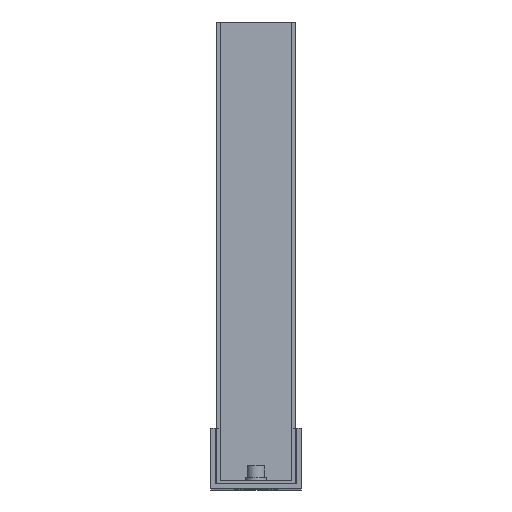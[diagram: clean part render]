
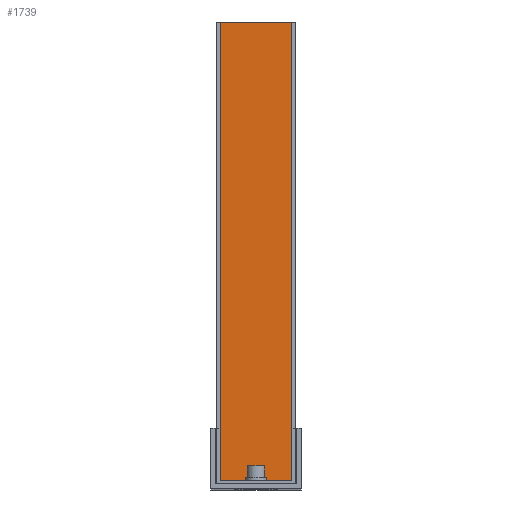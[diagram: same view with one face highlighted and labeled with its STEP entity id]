
A CAD part, top view. The second image highlights one B-rep face of the part: STEP entity #1739.
In plain terms, the highlighted planar face has unit normal (0, 0, 1).
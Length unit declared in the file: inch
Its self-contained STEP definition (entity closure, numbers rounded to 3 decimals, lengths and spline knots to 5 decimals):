
#57 = CARTESIAN_POINT ( 'NONE',  ( -0.71, -4.625, 0.084 ) ) ;
#264 = ORIENTED_EDGE ( 'NONE', *, *, #2575, .T. ) ;
#328 = LINE ( 'NONE', #57, #3859 ) ;
#527 = VERTEX_POINT ( 'NONE', #1552 ) ;
#656 = VECTOR ( 'NONE', #2279, 39.37008 ) ;
#764 = FACE_OUTER_BOUND ( 'NONE', #2808, .T. ) ;
#854 = PLANE ( 'NONE',  #1097 ) ;
#1058 = CARTESIAN_POINT ( 'NONE',  ( 0.71, 4.625, 0.084 ) ) ;
#1066 = ORIENTED_EDGE ( 'NONE', *, *, #2538, .T. ) ;
#1097 = AXIS2_PLACEMENT_3D ( 'NONE', #1498, #3739, #2478 ) ;
#1498 = CARTESIAN_POINT ( 'NONE',  ( -0.71, 4.625, 0.084 ) ) ;
#1552 = CARTESIAN_POINT ( 'NONE',  ( -0.71, -4.625, 0.084 ) ) ;
#1589 = DIRECTION ( 'NONE',  ( 0., -1., 0. ) ) ;
#1739 = ADVANCED_FACE ( 'NONE', ( #764 ), #854, .F. ) ;
#1885 = EDGE_CURVE ( 'NONE', #3651, #2767, #2881, .T. ) ;
#2092 = LINE ( 'NONE', #3251, #3705 ) ;
#2279 = DIRECTION ( 'NONE',  ( 1., 0., 0. ) ) ;
#2457 = LINE ( 'NONE', #2533, #3321 ) ;
#2478 = DIRECTION ( 'NONE',  ( -1., 0., 0. ) ) ;
#2533 = CARTESIAN_POINT ( 'NONE',  ( 0.71, 4.625, 0.084 ) ) ;
#2538 = EDGE_CURVE ( 'NONE', #3651, #527, #2092, .T. ) ;
#2575 = EDGE_CURVE ( 'NONE', #527, #2953, #328, .T. ) ;
#2651 = DIRECTION ( 'NONE',  ( 0., -1., 0. ) ) ;
#2767 = VERTEX_POINT ( 'NONE', #1058 ) ;
#2808 = EDGE_LOOP ( 'NONE', ( #264, #3202, #4093, #1066 ) ) ;
#2881 = LINE ( 'NONE', #3811, #656 ) ;
#2953 = VERTEX_POINT ( 'NONE', #4125 ) ;
#3202 = ORIENTED_EDGE ( 'NONE', *, *, #3791, .F. ) ;
#3251 = CARTESIAN_POINT ( 'NONE',  ( -0.71, 4.625, 0.084 ) ) ;
#3308 = DIRECTION ( 'NONE',  ( 1., 0., 0. ) ) ;
#3321 = VECTOR ( 'NONE', #1589, 39.37008 ) ;
#3651 = VERTEX_POINT ( 'NONE', #3974 ) ;
#3705 = VECTOR ( 'NONE', #2651, 39.37008 ) ;
#3739 = DIRECTION ( 'NONE',  ( 0., 0., -1. ) ) ;
#3791 = EDGE_CURVE ( 'NONE', #2767, #2953, #2457, .T. ) ;
#3811 = CARTESIAN_POINT ( 'NONE',  ( -0.71, 4.625, 0.084 ) ) ;
#3859 = VECTOR ( 'NONE', #3308, 39.37008 ) ;
#3974 = CARTESIAN_POINT ( 'NONE',  ( -0.71, 4.625, 0.084 ) ) ;
#4093 = ORIENTED_EDGE ( 'NONE', *, *, #1885, .F. ) ;
#4125 = CARTESIAN_POINT ( 'NONE',  ( 0.71, -4.625, 0.084 ) ) ;
